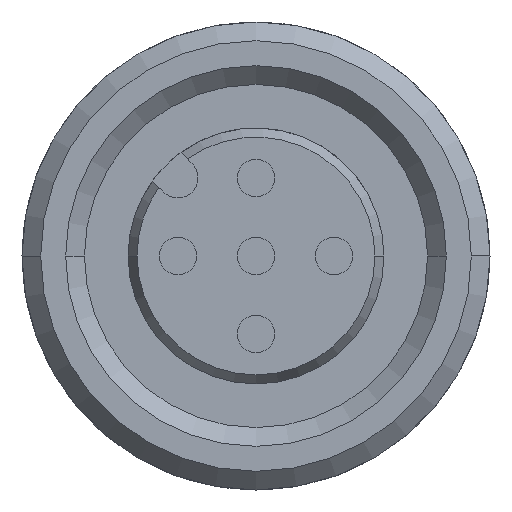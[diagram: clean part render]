
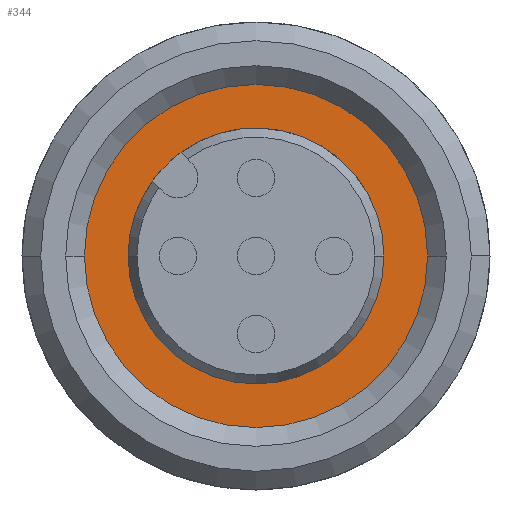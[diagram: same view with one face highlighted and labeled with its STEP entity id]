
A CAD part, left-side view. The second image highlights one B-rep face of the part: STEP entity #344.
In plain terms, the highlighted planar face has unit normal (-1, 0, 0).
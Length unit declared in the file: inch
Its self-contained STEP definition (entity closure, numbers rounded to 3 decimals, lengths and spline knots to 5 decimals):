
#4 = PLANE ( 'NONE',  #233 ) ;
#61 = DIRECTION ( 'NONE',  ( -1., 0., 0. ) ) ;
#74 = EDGE_CURVE ( 'NONE', #1230, #1344, #1565, .T. ) ;
#93 = EDGE_CURVE ( 'NONE', #1344, #1230, #1855, .T. ) ;
#160 = ORIENTED_EDGE ( 'NONE', *, *, #74, .T. ) ;
#202 = EDGE_LOOP ( 'NONE', ( #2438, #160 ) ) ;
#233 = AXIS2_PLACEMENT_3D ( 'NONE', #2912, #2688, #897 ) ;
#344 = ADVANCED_FACE ( 'NONE', ( #676, #2016 ), #4, .T. ) ;
#363 = CARTESIAN_POINT ( 'NONE',  ( -0.16535, 0., 0. ) ) ;
#412 = EDGE_CURVE ( 'NONE', #2502, #1783, #2090, .T. ) ;
#422 = DIRECTION ( 'NONE',  ( -1., 0., 0. ) ) ;
#655 = CARTESIAN_POINT ( 'NONE',  ( -0.16535, -0.16142, 0. ) ) ;
#662 = ORIENTED_EDGE ( 'NONE', *, *, #1899, .T. ) ;
#676 = FACE_BOUND ( 'NONE', #837, .T. ) ;
#723 = DIRECTION ( 'NONE',  ( 0., -1., 0. ) ) ;
#801 = AXIS2_PLACEMENT_3D ( 'NONE', #363, #2226, #2197 ) ;
#837 = EDGE_LOOP ( 'NONE', ( #662, #1217 ) ) ;
#877 = CARTESIAN_POINT ( 'NONE',  ( -0.16535, 0., 0. ) ) ;
#897 = DIRECTION ( 'NONE',  ( 0., 0., 1. ) ) ;
#948 = CARTESIAN_POINT ( 'NONE',  ( -0.16535, 0.16142, 0. ) ) ;
#1010 = AXIS2_PLACEMENT_3D ( 'NONE', #1648, #2340, #723 ) ;
#1039 = AXIS2_PLACEMENT_3D ( 'NONE', #1837, #61, #1168 ) ;
#1168 = DIRECTION ( 'NONE',  ( 0., -1., 0. ) ) ;
#1217 = ORIENTED_EDGE ( 'NONE', *, *, #412, .T. ) ;
#1230 = VERTEX_POINT ( 'NONE', #1986 ) ;
#1344 = VERTEX_POINT ( 'NONE', #1781 ) ;
#1426 = AXIS2_PLACEMENT_3D ( 'NONE', #877, #422, #1749 ) ;
#1565 = CIRCLE ( 'NONE', #1426, 0.21654 ) ;
#1648 = CARTESIAN_POINT ( 'NONE',  ( -0.16535, 0., 0. ) ) ;
#1749 = DIRECTION ( 'NONE',  ( 0., -1., 0. ) ) ;
#1781 = CARTESIAN_POINT ( 'NONE',  ( -0.16535, -0.21654, 0. ) ) ;
#1783 = VERTEX_POINT ( 'NONE', #655 ) ;
#1837 = CARTESIAN_POINT ( 'NONE',  ( -0.16535, 0., 0. ) ) ;
#1855 = CIRCLE ( 'NONE', #1039, 0.21654 ) ;
#1899 = EDGE_CURVE ( 'NONE', #1783, #2502, #2381, .T. ) ;
#1986 = CARTESIAN_POINT ( 'NONE',  ( -0.16535, 0.21654, 0. ) ) ;
#2016 = FACE_OUTER_BOUND ( 'NONE', #202, .T. ) ;
#2090 = CIRCLE ( 'NONE', #801, 0.16142 ) ;
#2197 = DIRECTION ( 'NONE',  ( 0., -1., 0. ) ) ;
#2226 = DIRECTION ( 'NONE',  ( 1., 0., 0. ) ) ;
#2340 = DIRECTION ( 'NONE',  ( 1., 0., 0. ) ) ;
#2381 = CIRCLE ( 'NONE', #1010, 0.16142 ) ;
#2438 = ORIENTED_EDGE ( 'NONE', *, *, #93, .T. ) ;
#2502 = VERTEX_POINT ( 'NONE', #948 ) ;
#2688 = DIRECTION ( 'NONE',  ( -1., 0., 0. ) ) ;
#2912 = CARTESIAN_POINT ( 'NONE',  ( -0.16535, 0., -0.18898 ) ) ;
